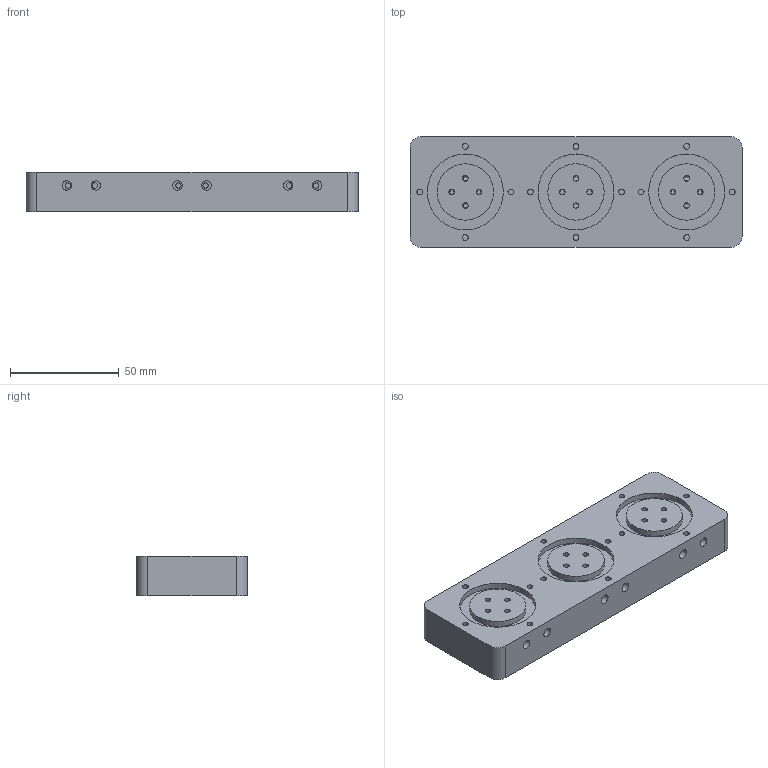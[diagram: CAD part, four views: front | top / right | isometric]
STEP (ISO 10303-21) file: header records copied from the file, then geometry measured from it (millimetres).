
FILE_DESCRIPTION(/* description */ ('STEP AP242','CAx-IF Rec.Pracs.---Representation and Presentation of Product Manufacturing Information (PMI)---4.0---2014-10-13','CAx-IF Rec.Pracs.---3D Tessellated Geometry---0.4---2014-09-14','2;1'),/* implementation_level */ '2;1');
FILE_NAME(/* name */ '6754daf048535d3dab2455db',/* time_stamp */ '2024-12-07T23:32:02Z',/* author */ (''),/* organization */ (''),/* preprocessor_version */ 'ST-DEVELOPER v20',/* originating_system */ 'ONSHAPE BY PTC INC, 1.190',/* authorisation */ ' ');
FILE_SCHEMA (('AP242_MANAGED_MODEL_BASED_3D_ENGINEERING_MIM_LF { 1 0 10303 442 1 1 4 }'));
Length unit declared in the file: metre
Products named in the file (1): Part 1
Bounding box: 153 x 51 x 18 mm (x, y, z)
Volume: 131667.9 mm3; surface area: 31383 mm2
Topology: 1 solids, 1 shells, 793 faces, 2058 edges, 1368 vertices
Faces by surface type: plane 383, bspline 267, cylinder 143
Full cylindrical faces by diameter (mm): 2.5 x8, 2.6 x12, 2.7 x24, 4.3 x8, 26 x3, 35 x3
Entity records: 25092 total; most frequent: CARTESIAN_POINT 7519, ORIENTED_EDGE 3972, DIRECTION 2762, EDGE_CURVE 1986, VERTEX_POINT 1354, LINE 1132, VECTOR 1132, EDGE_LOOP 976
